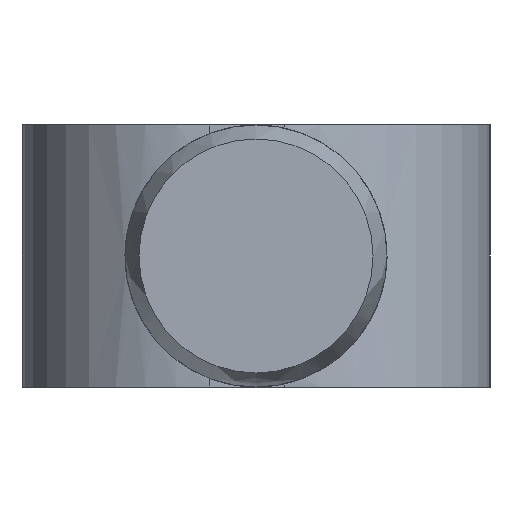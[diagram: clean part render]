
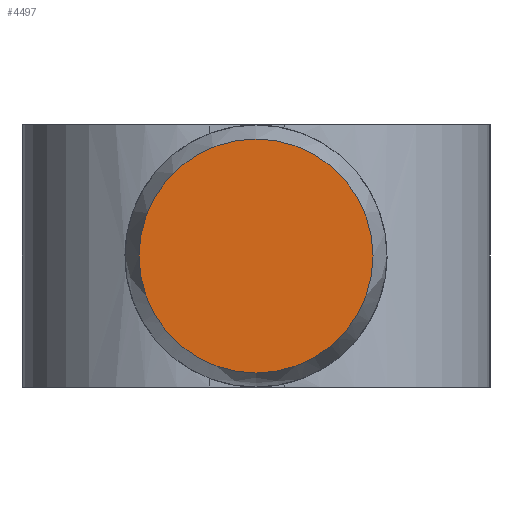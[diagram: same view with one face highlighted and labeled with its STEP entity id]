
A CAD part, left-side view. The second image highlights one B-rep face of the part: STEP entity #4497.
In plain terms, the highlighted planar face has unit normal (-1, 0, 0).
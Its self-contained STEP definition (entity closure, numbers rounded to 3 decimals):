
#1157=PLANE($,#4804);
#1376=FACE_OUTER_BOUND($,#1667,.T.);
#1667=EDGE_LOOP($,(#3159));
#1958=CIRCLE($,#4803,6.25);
#2004=VERTEX_POINT($,#5899);
#2461=EDGE_CURVE($,#2004,#2004,#1958,.T.);
#3159=ORIENTED_EDGE($,*,*,#2461,.F.);
#4497=ADVANCED_FACE($,(#1376),#1157,.F.);
#4803=AXIS2_PLACEMENT_3D($,#5900,#5074,#5075);
#4804=AXIS2_PLACEMENT_3D($,#5901,#5076,#5077);
#5074=DIRECTION('center_axis',(1.,0.,0.));
#5075=DIRECTION('ref_axis',(0.,0.,-1.));
#5076=DIRECTION('center_axis',(1.,0.,0.));
#5077=DIRECTION('ref_axis',(0.,0.,-1.));
#5899=CARTESIAN_POINT('',(-118.5,0.,6.25));
#5900=CARTESIAN_POINT('Origin',(-118.5,0.,0.));
#5901=CARTESIAN_POINT('Origin',(-118.5,0.,0.));
